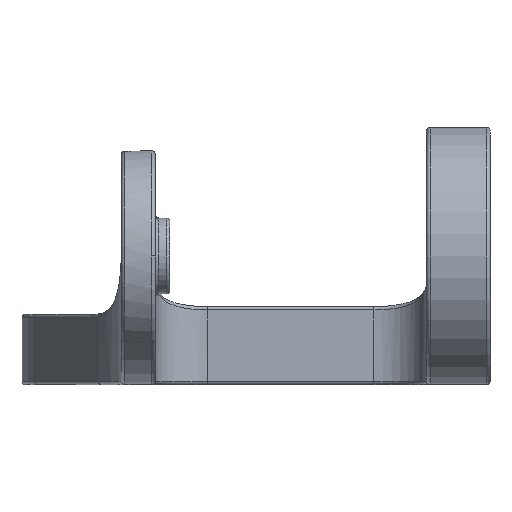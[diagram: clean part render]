
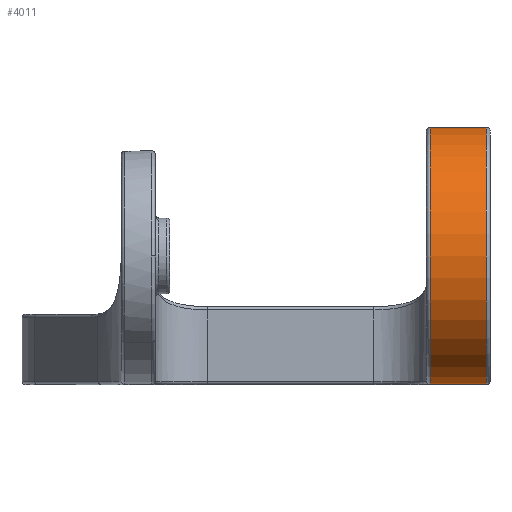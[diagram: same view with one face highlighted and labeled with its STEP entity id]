
A CAD part, front view. The second image highlights one B-rep face of the part: STEP entity #4011.
In plain terms, the highlighted cylindrical face has radius 11 mm (diameter 22 mm), a partial arc.
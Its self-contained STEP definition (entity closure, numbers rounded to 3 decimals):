
#5 = DIRECTION ( 'NONE',  ( 0., 0., -1. ) ) ;
#21 = CARTESIAN_POINT ( 'NONE',  ( -13.668, -40., 11. ) ) ;
#211 = VERTEX_POINT ( 'NONE', #4558 ) ;
#451 = FACE_OUTER_BOUND ( 'NONE', #2020, .T. ) ;
#475 = CIRCLE ( 'NONE', #2449, 11. ) ;
#830 = DIRECTION ( 'NONE',  ( -1., 0., 0. ) ) ;
#869 = VECTOR ( 'NONE', #3708, 1000. ) ;
#1153 = VERTEX_POINT ( 'NONE', #3231 ) ;
#1177 = DIRECTION ( 'NONE',  ( 1., 0., 0. ) ) ;
#1185 = CIRCLE ( 'NONE', #1338, 11. ) ;
#1286 = VECTOR ( 'NONE', #4110, 1000. ) ;
#1338 = AXIS2_PLACEMENT_3D ( 'NONE', #2732, #1177, #5 ) ;
#1438 = ORIENTED_EDGE ( 'NONE', *, *, #3199, .F. ) ;
#1458 = CARTESIAN_POINT ( 'NONE',  ( -13.668, -40., 0. ) ) ;
#1510 = VERTEX_POINT ( 'NONE', #2655 ) ;
#1530 = EDGE_CURVE ( 'NONE', #1153, #4017, #2244, .T. ) ;
#1936 = CYLINDRICAL_SURFACE ( 'NONE', #3082, 11. ) ;
#1984 = CARTESIAN_POINT ( 'NONE',  ( -18.3, -40., 22. ) ) ;
#2020 = EDGE_LOOP ( 'NONE', ( #2530, #2970, #3546, #1438 ) ) ;
#2153 = DIRECTION ( 'NONE',  ( 0., 0., -1. ) ) ;
#2244 = LINE ( 'NONE', #3732, #1286 ) ;
#2449 = AXIS2_PLACEMENT_3D ( 'NONE', #4047, #3994, #2153 ) ;
#2530 = ORIENTED_EDGE ( 'NONE', *, *, #3343, .F. ) ;
#2655 = CARTESIAN_POINT ( 'NONE',  ( -18.3, -40., 0. ) ) ;
#2732 = CARTESIAN_POINT ( 'NONE',  ( -13.468, -40., 11. ) ) ;
#2970 = ORIENTED_EDGE ( 'NONE', *, *, #1530, .T. ) ;
#3082 = AXIS2_PLACEMENT_3D ( 'NONE', #21, #830, #4593 ) ;
#3199 = EDGE_CURVE ( 'NONE', #211, #1510, #4112, .T. ) ;
#3231 = CARTESIAN_POINT ( 'NONE',  ( -13.468, -40., 22. ) ) ;
#3343 = EDGE_CURVE ( 'NONE', #1153, #211, #1185, .T. ) ;
#3513 = EDGE_CURVE ( 'NONE', #1510, #4017, #475, .T. ) ;
#3546 = ORIENTED_EDGE ( 'NONE', *, *, #3513, .F. ) ;
#3708 = DIRECTION ( 'NONE',  ( -1., 0., 0. ) ) ;
#3732 = CARTESIAN_POINT ( 'NONE',  ( -13.668, -40., 22. ) ) ;
#3994 = DIRECTION ( 'NONE',  ( -1., 0., 0. ) ) ;
#4011 = ADVANCED_FACE ( 'NONE', ( #451 ), #1936, .T. ) ;
#4017 = VERTEX_POINT ( 'NONE', #1984 ) ;
#4047 = CARTESIAN_POINT ( 'NONE',  ( -18.3, -40., 11. ) ) ;
#4110 = DIRECTION ( 'NONE',  ( -1., 0., 0. ) ) ;
#4112 = LINE ( 'NONE', #1458, #869 ) ;
#4558 = CARTESIAN_POINT ( 'NONE',  ( -13.468, -40., 0. ) ) ;
#4593 = DIRECTION ( 'NONE',  ( 0., 0., -1. ) ) ;
